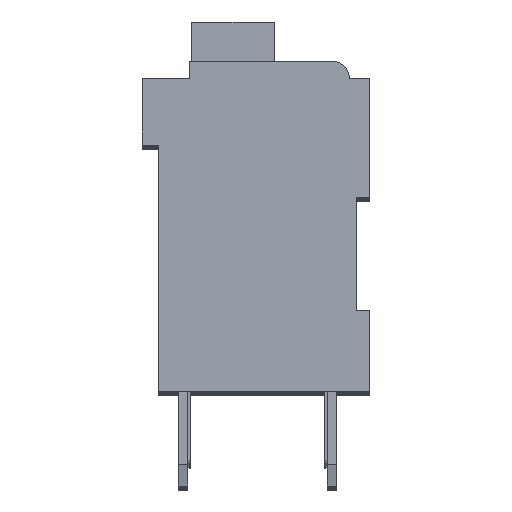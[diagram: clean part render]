
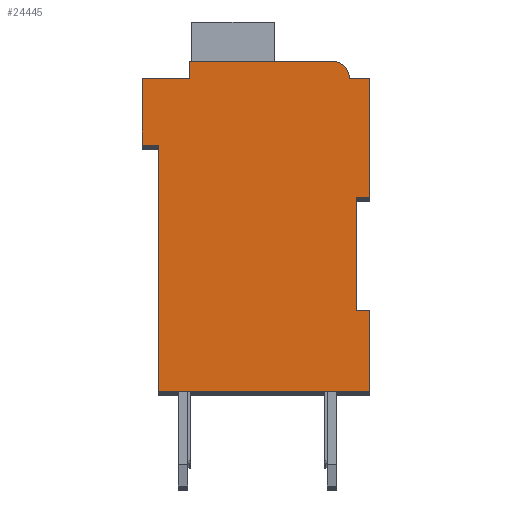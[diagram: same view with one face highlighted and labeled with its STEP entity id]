
A CAD part, top view. The second image highlights one B-rep face of the part: STEP entity #24445.
In plain terms, the highlighted planar face has unit normal (0, 0, 1).
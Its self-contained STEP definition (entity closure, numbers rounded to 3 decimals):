
#5910=DIRECTION('',(1.,0.,0.));
#5911=VECTOR('',#5910,0.5);
#5912=CARTESIAN_POINT('',(7.3,7.15,2.1));
#5913=LINE('',#5912,#5911);
#5914=DIRECTION('',(0.,1.,0.));
#5915=VECTOR('',#5914,4.15);
#5916=CARTESIAN_POINT('',(7.3,3.,2.1));
#5917=LINE('',#5916,#5915);
#5918=DIRECTION('',(-1.,0.,0.));
#5919=VECTOR('',#5918,0.5);
#5920=CARTESIAN_POINT('',(7.8,3.,2.1));
#5921=LINE('',#5920,#5919);
#5922=DIRECTION('',(0.,1.,0.));
#5923=VECTOR('',#5922,3.);
#5924=CARTESIAN_POINT('',(7.8,0.,2.1));
#5925=LINE('',#5924,#5923);
#5926=DIRECTION('',(1.,0.,0.));
#5927=VECTOR('',#5926,7.8);
#5928=CARTESIAN_POINT('',(0.,0.,2.1));
#5929=LINE('',#5928,#5927);
#5930=DIRECTION('',(0.,-1.,0.));
#5931=VECTOR('',#5930,9.1);
#5932=CARTESIAN_POINT('',(0.,9.1,2.1));
#5933=LINE('',#5932,#5931);
#5934=DIRECTION('',(1.,0.,0.));
#5935=VECTOR('',#5934,0.6);
#5936=CARTESIAN_POINT('',(-0.6,9.1,2.1));
#5937=LINE('',#5936,#5935);
#5938=DIRECTION('',(0.,-1.,0.));
#5939=VECTOR('',#5938,2.45);
#5940=CARTESIAN_POINT('',(-0.6,11.55,2.1));
#5941=LINE('',#5940,#5939);
#5942=DIRECTION('',(-1.,0.,0.));
#5943=VECTOR('',#5942,1.75);
#5944=CARTESIAN_POINT('',(1.15,11.55,2.1));
#5945=LINE('',#5944,#5943);
#5946=DIRECTION('',(0.,-1.,0.));
#5947=VECTOR('',#5946,0.65);
#5948=CARTESIAN_POINT('',(1.15,12.2,2.1));
#5949=LINE('',#5948,#5947);
#5950=DIRECTION('',(-1.,0.,0.));
#5951=VECTOR('',#5950,5.25);
#5952=CARTESIAN_POINT('',(6.4,12.2,2.1));
#5953=LINE('',#5952,#5951);
#5954=CARTESIAN_POINT('',(6.4,11.55,2.1));
#5955=DIRECTION('',(0.,0.,1.));
#5956=DIRECTION('',(1.,0.,0.));
#5957=AXIS2_PLACEMENT_3D('',#5954,#5955,#5956);
#5959=DIRECTION('',(-1.,0.,0.));
#5960=VECTOR('',#5959,0.75);
#5961=CARTESIAN_POINT('',(7.8,11.55,2.1));
#5962=LINE('',#5961,#5960);
#5963=DIRECTION('',(0.,1.,0.));
#5964=VECTOR('',#5963,4.4);
#5965=CARTESIAN_POINT('',(7.8,7.15,2.1));
#5966=LINE('',#5965,#5964);
#14305=CARTESIAN_POINT('',(7.3,7.15,2.1));
#14306=CARTESIAN_POINT('',(7.8,7.15,2.1));
#14307=VERTEX_POINT('',#14305);
#14308=VERTEX_POINT('',#14306);
#14309=CARTESIAN_POINT('',(7.8,11.55,2.1));
#14310=VERTEX_POINT('',#14309);
#14311=CARTESIAN_POINT('',(7.05,11.55,2.1));
#14312=VERTEX_POINT('',#14311);
#14313=CARTESIAN_POINT('',(6.4,12.2,2.1));
#14314=VERTEX_POINT('',#14313);
#14315=CARTESIAN_POINT('',(1.15,12.2,2.1));
#14316=VERTEX_POINT('',#14315);
#14317=CARTESIAN_POINT('',(1.15,11.55,2.1));
#14318=VERTEX_POINT('',#14317);
#14319=CARTESIAN_POINT('',(-0.6,11.55,2.1));
#14320=VERTEX_POINT('',#14319);
#14321=CARTESIAN_POINT('',(-0.6,9.1,2.1));
#14322=VERTEX_POINT('',#14321);
#14323=CARTESIAN_POINT('',(0.,9.1,2.1));
#14324=VERTEX_POINT('',#14323);
#14325=CARTESIAN_POINT('',(0.,0.,2.1));
#14326=VERTEX_POINT('',#14325);
#14327=CARTESIAN_POINT('',(7.8,0.,2.1));
#14328=VERTEX_POINT('',#14327);
#14329=CARTESIAN_POINT('',(7.8,3.,2.1));
#14330=VERTEX_POINT('',#14329);
#14331=CARTESIAN_POINT('',(7.3,3.,2.1));
#14332=VERTEX_POINT('',#14331);
#24424=CARTESIAN_POINT('',(0.,0.,2.1));
#24425=DIRECTION('',(0.,0.,1.));
#24426=DIRECTION('',(1.,0.,0.));
#24427=AXIS2_PLACEMENT_3D('',#24424,#24425,#24426);
#24428=PLANE('',#24427);
#24429=ORIENTED_EDGE('',*,*,#18846,.F.);
#24430=ORIENTED_EDGE('',*,*,#19510,.F.);
#24431=ORIENTED_EDGE('',*,*,#20044,.F.);
#24432=ORIENTED_EDGE('',*,*,#20399,.F.);
#24433=ORIENTED_EDGE('',*,*,#20814,.F.);
#24434=ORIENTED_EDGE('',*,*,#21424,.F.);
#24435=ORIENTED_EDGE('',*,*,#21616,.F.);
#24436=ORIENTED_EDGE('',*,*,#22007,.F.);
#24437=ORIENTED_EDGE('',*,*,#22445,.F.);
#24438=ORIENTED_EDGE('',*,*,#23084,.F.);
#24439=ORIENTED_EDGE('',*,*,#23584,.F.);
#24440=ORIENTED_EDGE('',*,*,#22496,.F.);
#24441=ORIENTED_EDGE('',*,*,#22905,.F.);
#24442=ORIENTED_EDGE('',*,*,#19405,.F.);
#24443=EDGE_LOOP('',(#24429,#24430,#24431,#24432,#24433,#24434,#24435,#24436,
#24437,#24438,#24439,#24440,#24441,#24442));
#24444=FACE_OUTER_BOUND('',#24443,.F.);
#5958=CIRCLE('',#5957,0.65);
#18846=EDGE_CURVE('',#14307,#14308,#5913,.T.);
#19405=EDGE_CURVE('',#14308,#14310,#5966,.T.);
#19510=EDGE_CURVE('',#14332,#14307,#5917,.T.);
#20044=EDGE_CURVE('',#14330,#14332,#5921,.T.);
#20399=EDGE_CURVE('',#14328,#14330,#5925,.T.);
#20814=EDGE_CURVE('',#14326,#14328,#5929,.T.);
#21424=EDGE_CURVE('',#14324,#14326,#5933,.T.);
#21616=EDGE_CURVE('',#14322,#14324,#5937,.T.);
#22007=EDGE_CURVE('',#14320,#14322,#5941,.T.);
#22445=EDGE_CURVE('',#14318,#14320,#5945,.T.);
#22496=EDGE_CURVE('',#14312,#14314,#5958,.T.);
#22905=EDGE_CURVE('',#14310,#14312,#5962,.T.);
#23084=EDGE_CURVE('',#14316,#14318,#5949,.T.);
#23584=EDGE_CURVE('',#14314,#14316,#5953,.T.);
#24445=ADVANCED_FACE('',(#24444),#24428,.T.);
